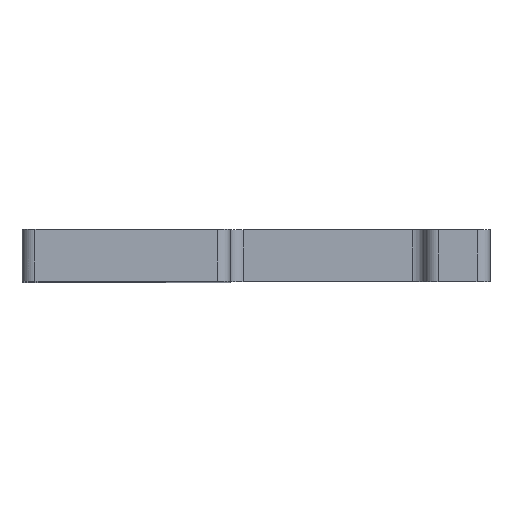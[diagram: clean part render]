
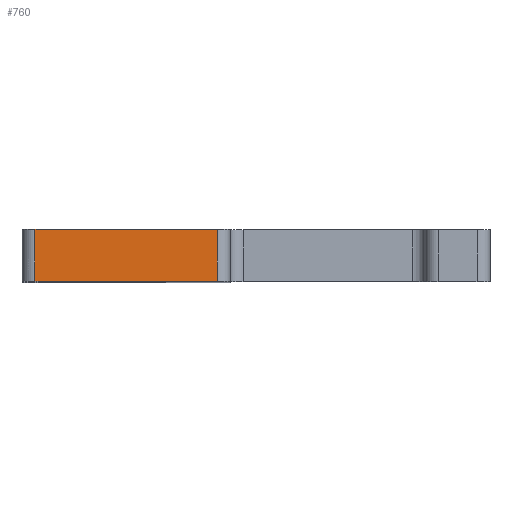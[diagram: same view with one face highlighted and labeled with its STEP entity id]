
A CAD part, top view. The second image highlights one B-rep face of the part: STEP entity #760.
In plain terms, the highlighted planar face has unit normal (0, 0, 1).
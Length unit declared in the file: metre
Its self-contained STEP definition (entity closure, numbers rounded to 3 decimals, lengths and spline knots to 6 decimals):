
#69=ORIENTED_EDGE('',*,*,#303,.F.);
#70=ORIENTED_EDGE('',*,*,#304,.T.);
#71=ORIENTED_EDGE('',*,*,#305,.T.);
#72=ORIENTED_EDGE('',*,*,#306,.T.);
#303=EDGE_CURVE('',#420,#421,#498,.T.);
#304=EDGE_CURVE('',#420,#422,#499,.T.);
#305=EDGE_CURVE('',#422,#423,#500,.T.);
#306=EDGE_CURVE('',#423,#421,#501,.F.);
#420=VERTEX_POINT('',#1135);
#421=VERTEX_POINT('',#1136);
#422=VERTEX_POINT('',#1138);
#423=VERTEX_POINT('',#1140);
#498=LINE('',#1134,#577);
#499=LINE('',#1137,#578);
#500=LINE('',#1139,#579);
#501=LINE('',#1141,#580);
#577=VECTOR('',#897,1.);
#578=VECTOR('',#898,1.);
#579=VECTOR('',#899,1.);
#580=VECTOR('',#900,1.);
#656=EDGE_LOOP('',(#69,#70,#71,#72));
#697=FACE_BOUND('',#656,.T.);
#738=PLANE('',#814);
#760=ADVANCED_FACE('',(#697),#738,.F.);
#814=AXIS2_PLACEMENT_3D('',#1133,#895,#896);
#895=DIRECTION('',(0.,0.,-1.));
#896=DIRECTION('',(-1.,0.,0.));
#897=DIRECTION('',(-1.,0.,0.));
#898=DIRECTION('',(0.,1.,0.));
#899=DIRECTION('',(-1.,0.,0.));
#900=DIRECTION('',(0.,1.,0.));
#1133=CARTESIAN_POINT('',(-0.010241,-0.004,0.042318));
#1134=CARTESIAN_POINT('',(-0.010241,-0.004,0.042318));
#1135=CARTESIAN_POINT('',(-0.003241,-0.004,0.042318));
#1136=CARTESIAN_POINT('',(-0.017241,-0.004,0.042318));
#1137=CARTESIAN_POINT('',(-0.003241,-0.004,0.042318));
#1138=CARTESIAN_POINT('',(-0.003241,0.,0.042318));
#1139=CARTESIAN_POINT('',(-0.010241,0.,0.042318));
#1140=CARTESIAN_POINT('',(-0.017241,0.,0.042318));
#1141=CARTESIAN_POINT('',(-0.017241,-0.004,0.042318));
